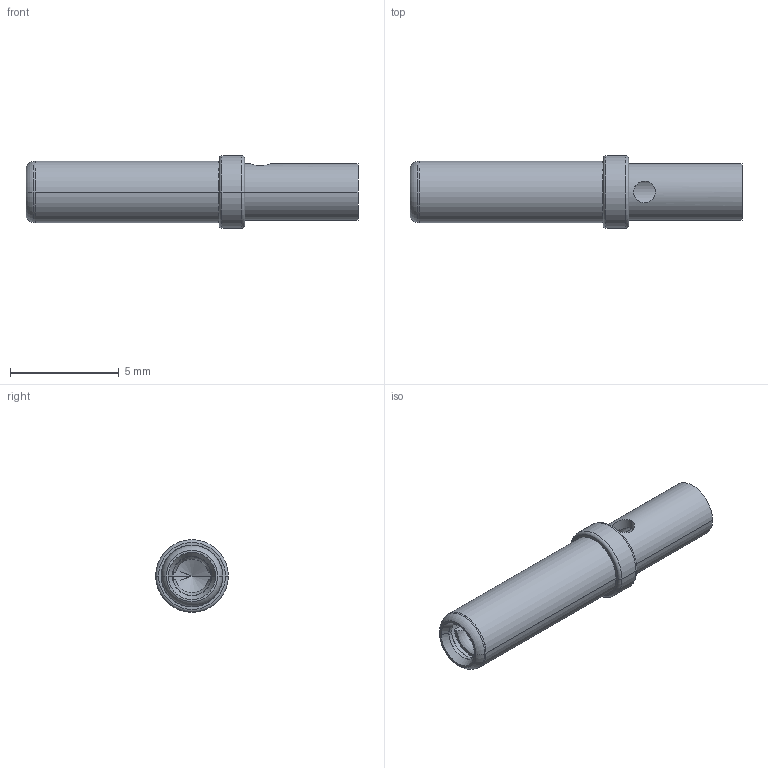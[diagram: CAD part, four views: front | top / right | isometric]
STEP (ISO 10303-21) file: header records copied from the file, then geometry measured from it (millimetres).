
FILE_DESCRIPTION((''),'2;1');
FILE_NAME('00170431002','2020-05-11T',('presta_be4'),(''),'CREO PARAMETRIC BY PTC INC, 2018360','CREO PARAMETRIC BY PTC INC, 2018360','');
FILE_SCHEMA(('CONFIG_CONTROL_DESIGN'));
Length unit declared in the file: millimetre
Products named in the file (1): 00170431002
Bounding box: 15.23 x 3.33 x 3.33 mm (x, y, z)
Volume: 44 mm3; surface area: 489.1 mm2
Topology: 2 solids, 3 shells, 76 faces, 164 edges, 96 vertices
Faces by surface type: cylinder 26, cone 20, plane 16, torus 14
Entity records: 2376 total; most frequent: CARTESIAN_POINT 658, DIRECTION 388, ORIENTED_EDGE 320, AXIS2_PLACEMENT_3D 172, EDGE_CURVE 160, VERTEX_POINT 96, CIRCLE 96, EDGE_LOOP 88
